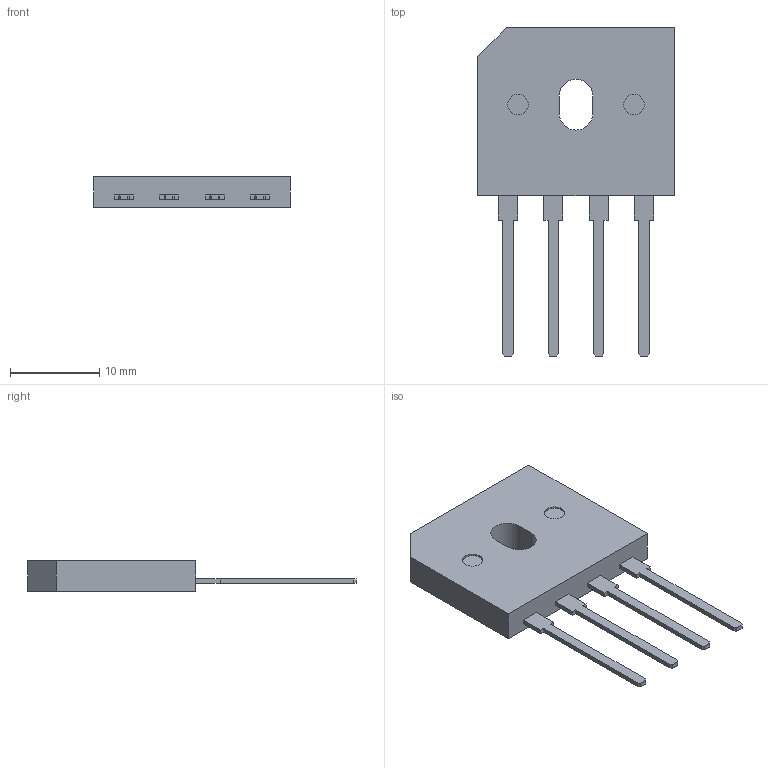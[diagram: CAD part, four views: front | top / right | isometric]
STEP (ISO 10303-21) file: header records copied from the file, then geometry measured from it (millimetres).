
FILE_DESCRIPTION (( 'STEP AP214' ), '1' );
FILE_NAME ('GBU1010.STEP', '2023-03-14T14:32:14', ( '' ), ( '' ), 'SwSTEP 2.0', 'SolidWorks 2017', '' );
FILE_SCHEMA (( 'AUTOMOTIVE_DESIGN' ));
Length unit declared in the file: millimetre
Products named in the file (1): GBU1010
Bounding box: 22.05 x 36.8 x 3.43 mm (x, y, z)
Volume: 1386.5 mm3; surface area: 1380.7 mm2
Topology: 5 solids, 5 shells, 65 faces, 159 edges, 106 vertices
Faces by surface type: plane 59, cylinder 6
Entity records: 1959 total; most frequent: CARTESIAN_POINT 331, ORIENTED_EDGE 318, DIRECTION 303, EDGE_CURVE 159, VECTOR 147, LINE 147, VERTEX_POINT 106, AXIS2_PLACEMENT_3D 78
